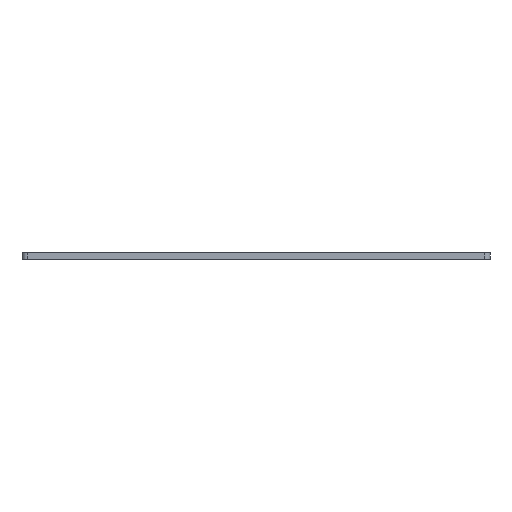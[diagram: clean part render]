
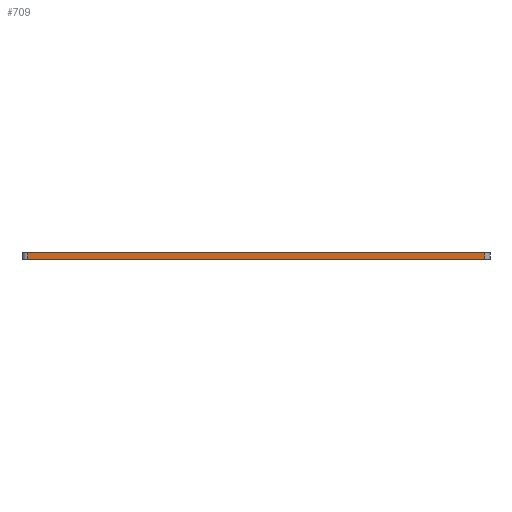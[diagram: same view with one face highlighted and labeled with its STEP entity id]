
A CAD part, left-side view. The second image highlights one B-rep face of the part: STEP entity #709.
In plain terms, the highlighted planar face has unit normal (-1, 0, 0).
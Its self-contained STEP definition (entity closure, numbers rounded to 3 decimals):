
#65=PLANE('',#791);
#77=FACE_OUTER_BOUND('',#135,.T.);
#135=EDGE_LOOP('',(#541,#542,#543,#544));
#196=LINE('',#1111,#236);
#197=LINE('',#1156,#237);
#198=LINE('',#1159,#238);
#199=LINE('',#1160,#239);
#236=VECTOR('',#890,10.);
#237=VECTOR('',#937,10.);
#238=VECTOR('',#940,10.);
#239=VECTOR('',#941,10.);
#338=VERTEX_POINT('',#1108);
#339=VERTEX_POINT('',#1110);
#360=VERTEX_POINT('',#1154);
#361=VERTEX_POINT('',#1158);
#408=EDGE_CURVE('',#338,#339,#196,.T.);
#431=EDGE_CURVE('',#339,#360,#197,.T.);
#432=EDGE_CURVE('',#361,#338,#198,.T.);
#433=EDGE_CURVE('',#360,#361,#199,.T.);
#541=ORIENTED_EDGE('',*,*,#431,.F.);
#542=ORIENTED_EDGE('',*,*,#408,.F.);
#543=ORIENTED_EDGE('',*,*,#432,.F.);
#544=ORIENTED_EDGE('',*,*,#433,.F.);
#709=ADVANCED_FACE('',(#77),#65,.T.);
#791=AXIS2_PLACEMENT_3D('',#1157,#938,#939);
#890=DIRECTION('',(0.,1.,0.));
#937=DIRECTION('',(0.,0.,1.));
#938=DIRECTION('center_axis',(-1.,0.,0.));
#939=DIRECTION('ref_axis',(0.,-1.,0.));
#940=DIRECTION('',(0.,0.,-1.));
#941=DIRECTION('',(0.,-1.,0.));
#1108=CARTESIAN_POINT('',(0.,-440.,0.));
#1110=CARTESIAN_POINT('',(0.,-5.,0.));
#1111=CARTESIAN_POINT('',(0.,-445.,0.));
#1154=CARTESIAN_POINT('',(0.,-5.,6.35));
#1156=CARTESIAN_POINT('',(0.,-5.,0.));
#1157=CARTESIAN_POINT('Origin',(0.,0.,0.));
#1158=CARTESIAN_POINT('',(0.,-440.,6.35));
#1159=CARTESIAN_POINT('',(0.,-440.,0.));
#1160=CARTESIAN_POINT('',(0.,-445.,6.35));
